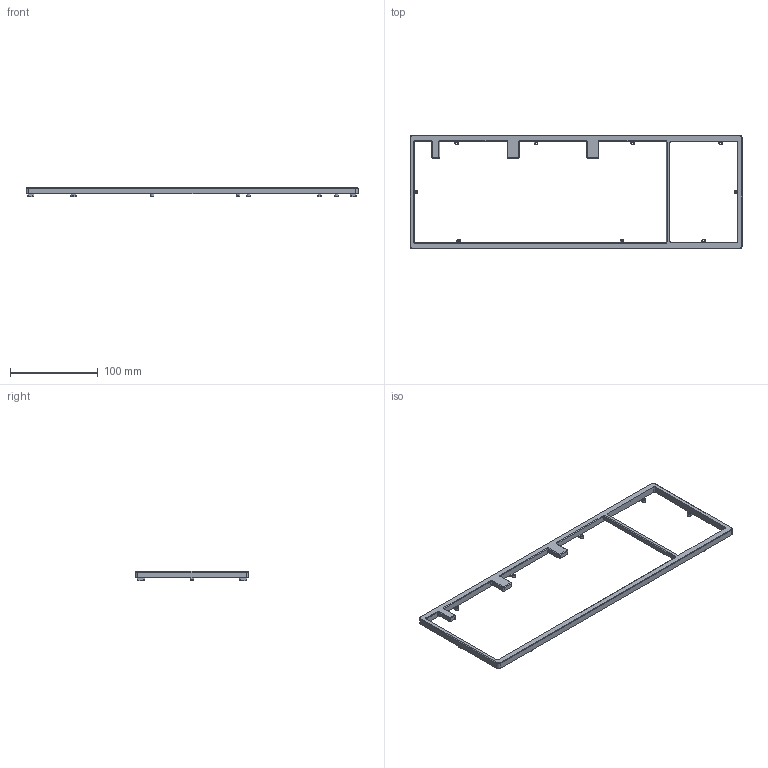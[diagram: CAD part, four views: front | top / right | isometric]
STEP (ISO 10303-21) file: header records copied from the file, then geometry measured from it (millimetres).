
FILE_DESCRIPTION(/* description */ (''),/* implementation_level */ '2;1');
FILE_NAME(/* name */ 'TopCase.step',/* time_stamp */ '2021-12-14T21:06:55-08:00',/* author */ (''),/* organization */ (''),/* preprocessor_version */ 'ST-DEVELOPER v18.1',/* originating_system */ 'Autodesk Translation Framework v10.10.0.1391',/* authorisation */ '');
FILE_SCHEMA (('AUTOMOTIVE_DESIGN { 1 0 10303 214 3 1 1 }'));
Length unit declared in the file: millimetre
Products named in the file (1): TopCase
Bounding box: 377.36 x 128.95 x 10.5 mm (x, y, z)
Volume: 54401 mm3; surface area: 32427.5 mm2
Topology: 1 solids, 1 shells, 190 faces, 479 edges, 300 vertices
Faces by surface type: plane 100, cylinder 70, cone 20
Full cylindrical faces by diameter (mm): 2.4 x9, 3 x10
Entity records: 5743 total; most frequent: DIRECTION 1021, CARTESIAN_POINT 970, ORIENTED_EDGE 958, EDGE_CURVE 479, AXIS2_PLACEMENT_3D 351, LINE 319, VECTOR 319, VERTEX_POINT 300
